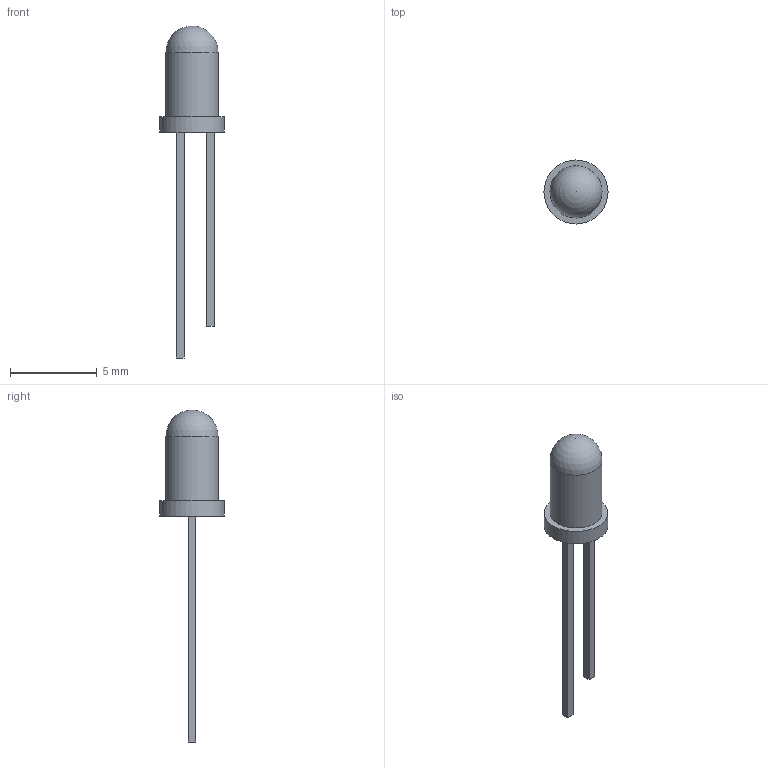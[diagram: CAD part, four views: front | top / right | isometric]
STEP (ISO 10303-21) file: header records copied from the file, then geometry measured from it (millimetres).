
FILE_DESCRIPTION(('FreeCAD Model'),'2;1');
FILE_NAME('led-3mm-long.step', '2016-10-11T15:50:08',(''),(''),'Open CASCADE STEP processor 6.8', 'FreeCAD','Unknown');
FILE_SCHEMA(('AUTOMOTIVE_DESIGN_CC2 { 1 2 10303 214 -1 1 5 4 }'));
Length unit declared in the file: inch
Products named in the file (4): ASSEMBLY; led_head; led-neg-pin; led-pos-pin
Assembly tree (3 placements, depth 2):
  ASSEMBLY
    led_head
    led-neg-pin
    led-pos-pin
Bounding box: 3.69 x 3.69 x 19.1 mm (x, y, z)
Volume: 48.7 mm3; surface area: 128.1 mm2
Topology: 3 solids, 3 shells, 26 faces, 59 edges, 39 vertices
Faces by surface type: plane 23, cylinder 2, sphere 1
Full cylindrical faces by diameter (mm): 3 x1, 3.686 x1
Entity records: 1569 total; most frequent: CARTESIAN_POINT 243, DIRECTION 239, LINE 166, VECTOR 166, ORIENTED_EDGE 116, PCURVE 116, DEFINITIONAL_REPRESENTATION 116, EDGE_CURVE 58
